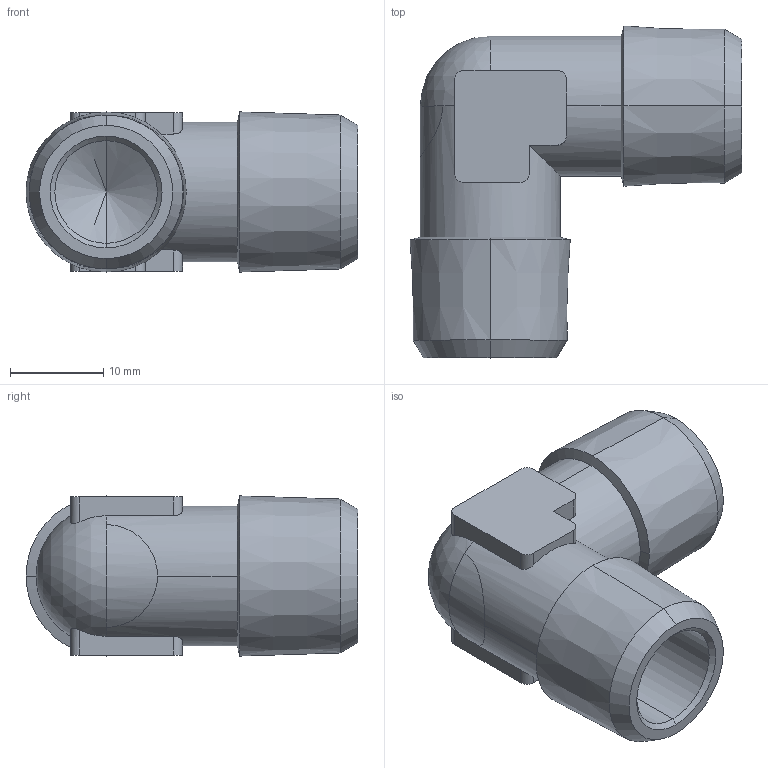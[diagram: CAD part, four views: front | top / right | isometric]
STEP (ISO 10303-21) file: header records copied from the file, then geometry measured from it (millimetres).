
FILE_DESCRIPTION (( 'STEP AP214' ), '1' );
FILE_NAME ('DRF.MM03_L.STEP', '2016-06-06T13:42:14', ( 'Gebruiker' ), ( '' ), 'SwSTEP 2.0', 'SolidWorks 2016', '' );
FILE_SCHEMA (( 'AUTOMOTIVE_DESIGN' ));
Length unit declared in the file: millimetre
Products named in the file (1): DRF.MM03_L
Bounding box: 35.59 x 35.59 x 17.17 mm (x, y, z)
Volume: 5940 mm3; surface area: 4975.9 mm2
Topology: 1 solids, 1 shells, 56 faces, 155 edges, 100 vertices
Faces by surface type: cylinder 21, cone 18, plane 16, sphere 1
Entity records: 2119 total; most frequent: CARTESIAN_POINT 629, ORIENTED_EDGE 302, DIRECTION 295, EDGE_CURVE 151, AXIS2_PLACEMENT_3D 113, VERTEX_POINT 99, VECTOR 69, LINE 69
